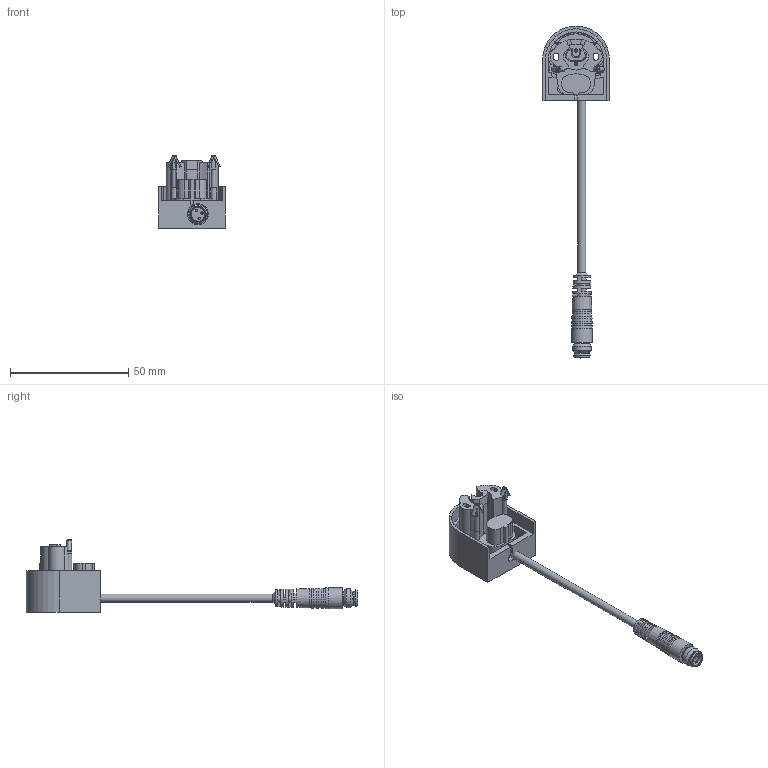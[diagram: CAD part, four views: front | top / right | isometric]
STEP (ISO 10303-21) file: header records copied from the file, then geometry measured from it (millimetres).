
FILE_DESCRIPTION (( 'STEP AP214' ), '1' );
FILE_NAME ('1804-2195_a.STEP', '2019-08-06T22:59:49', ( '' ), ( '' ), 'SwSTEP 2.0', 'SolidWorks 2018', '' );
FILE_SCHEMA (( 'AUTOMOTIVE_DESIGN' ));
Length unit declared in the file: inch
Products named in the file (1): 1804-2195_a
Bounding box: 28.2 x 140.19 x 30.8 mm (x, y, z)
Volume: 11913.9 mm3; surface area: 13044.7 mm2
Topology: 6 solids, 6 shells, 386 faces, 1010 edges, 653 vertices
Faces by surface type: plane 196, cylinder 123, cone 41, bspline 26
Full cylindrical faces by diameter (mm): 0.7 x2, 0.9 x2, 1 x3, 1.5 x2, 2 x2, 2.5 x2, 3.1 x2, 3.4 x2, 3.5 x5, 5 x2, 5.5 x2, 5.8 x1, 6 x2, 7 x1, 8 x1, 8.8 x1
Entity records: 12207 total; most frequent: CARTESIAN_POINT 3226, DIRECTION 1837, ORIENTED_EDGE 1792, EDGE_CURVE 896, AXIS2_PLACEMENT_3D 702, VERTEX_POINT 610, EDGE_LOOP 500, LINE 433
